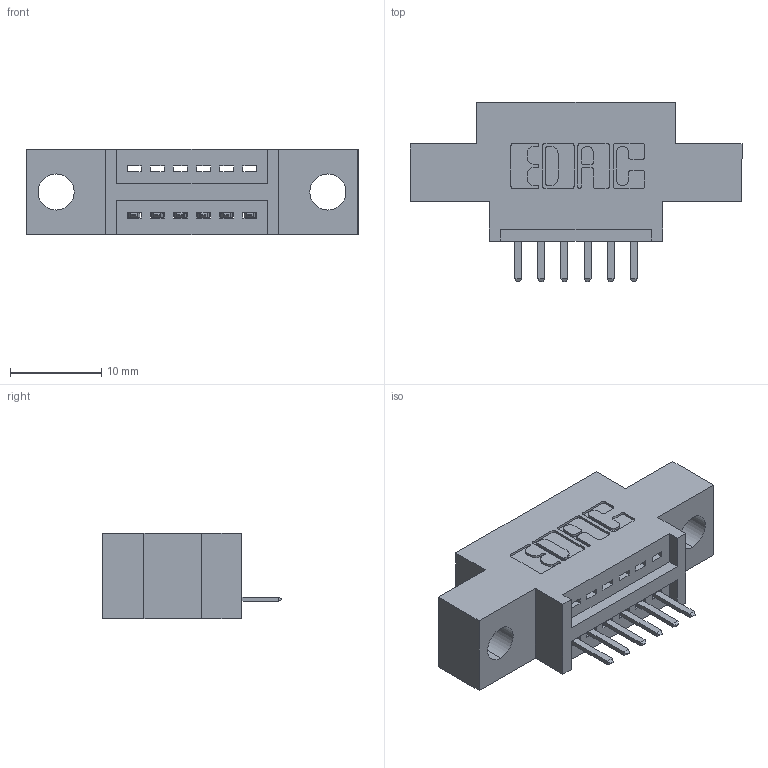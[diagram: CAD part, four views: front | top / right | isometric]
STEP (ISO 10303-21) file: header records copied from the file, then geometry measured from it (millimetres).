
FILE_DESCRIPTION (( 'STEP AP203' ), '1' );
FILE_NAME ('345-006-520-604.STEP', '2018-08-16T23:10:38', ( '' ), ( '' ), 'SwSTEP 2.0', 'SolidWorks 2016', '' );
FILE_SCHEMA (( 'CONFIG_CONTROL_DESIGN' ));
Length unit declared in the file: inch
Products named in the file (3): 345 Part_0.170 Offset - 0.156 Dia-TH; 345-292-001_345-293-120; 345-006-520-604
Assembly tree (7 placements, depth 2):
  345-006-520-604
    345 Part_0.170 Offset - 0.156 Dia-TH
    345-292-001_345-293-120  x6
Bounding box: 36.45 x 19.68 x 9.4 mm (x, y, z)
Volume: 2948.6 mm3; surface area: 3307.9 mm2
Topology: 7 solids, 7 shells, 502 faces, 1457 edges, 954 vertices
Faces by surface type: plane 336, cylinder 166
Entity records: 9611 total; most frequent: CARTESIAN_POINT 1686, ORIENTED_EDGE 1614, DIRECTION 1511, EDGE_CURVE 807, LINE 647, VECTOR 647, VERTEX_POINT 534, AXIS2_PLACEMENT_3D 432
